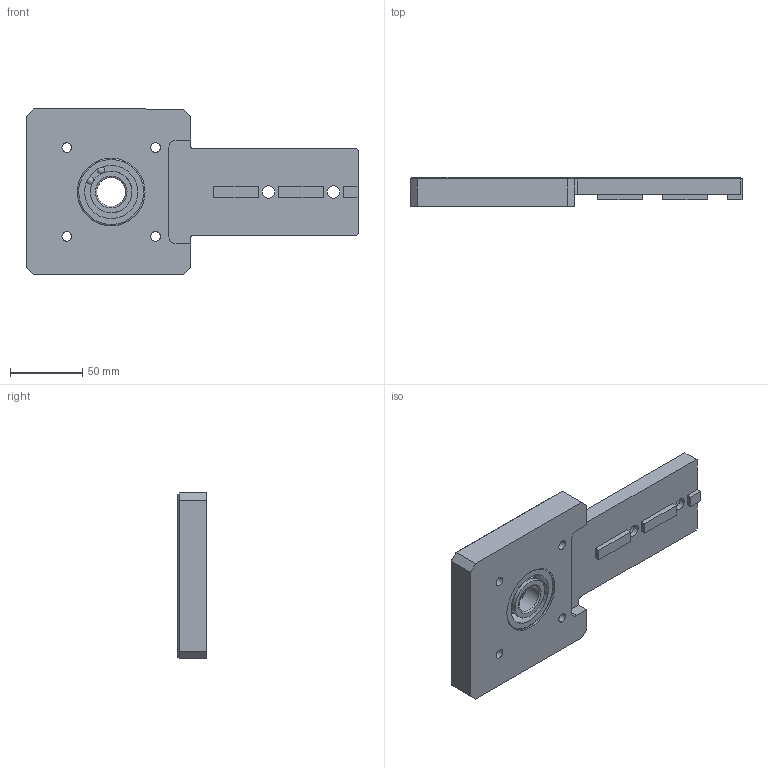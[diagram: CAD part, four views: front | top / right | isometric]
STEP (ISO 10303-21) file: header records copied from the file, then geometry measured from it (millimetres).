
FILE_DESCRIPTION((''),'2;1');
FILE_NAME('906002.stp','2014-01-26T14:20:33',('Honza'),(''),'Autodesk Inventor 2011','Autodesk Inventor 2011','');
FILE_SCHEMA(('AUTOMOTIVE_DESIGN { 1 0 10303 214 1 1 1 1 }'));
Length unit declared in the file: millimetre
Products named in the file (1): 906002
Bounding box: 230 x 20 x 115 mm (x, y, z)
Volume: 314859.6 mm3; surface area: 64149.6 mm2
Topology: 7 solids, 7 shells, 101 faces, 263 edges, 174 vertices
Faces by surface type: plane 54, cylinder 20, torus 20, sphere 5, cone 2
Full cylindrical faces by diameter (mm): 6.647 x4, 8.5 x2, 13.5 x2, 20 x1, 25 x1, 28.802 x3, 42 x1, 47 x2
Entity records: 3086 total; most frequent: DIRECTION 534, CARTESIAN_POINT 494, ORIENTED_EDGE 452, EDGE_CURVE 226, AXIS2_PLACEMENT_3D 206, VERTEX_POINT 166, EDGE_LOOP 146, VECTOR 122
